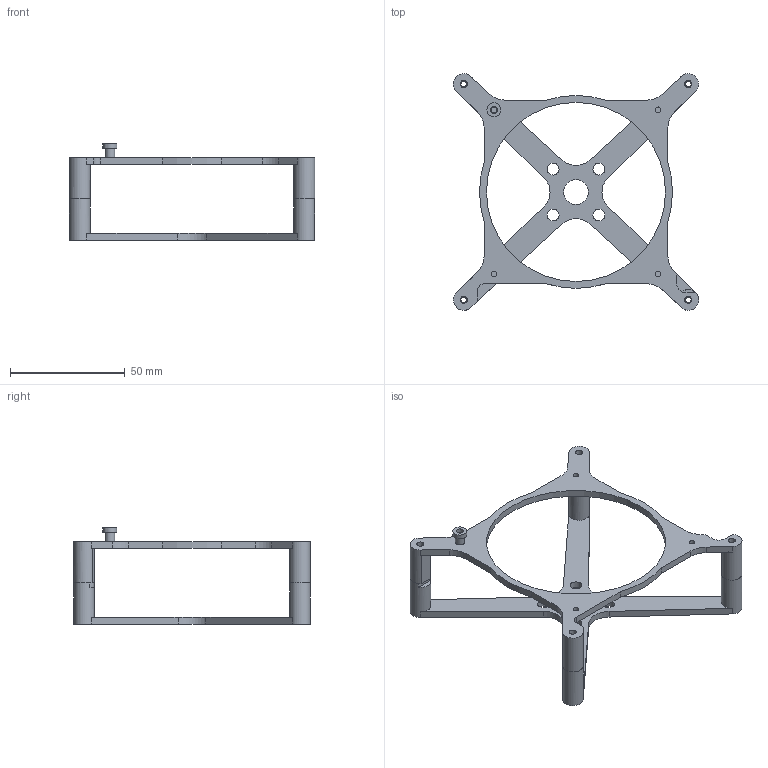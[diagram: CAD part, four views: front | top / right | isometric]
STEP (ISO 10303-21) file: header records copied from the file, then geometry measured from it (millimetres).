
FILE_DESCRIPTION( ( '' ), ' ' );
FILE_NAME( '551830eae4b00bf556917e44.step', '2015-03-29T17:05:46', ( '' ), ( '' ), ' ', ' ', ' ' );
FILE_SCHEMA( ( 'AUTOMOTIVE_DESIGN { 1 0 10303 214 1 1 1 1 }' ) );
Length unit declared in the file: metre
Products named in the file (3): Fan-Spacer; Fan-Mount; TinyG-Mount
Bounding box: 106.78 x 102.97 x 42 mm (x, y, z)
Volume: 21553.3 mm3; surface area: 18831.4 mm2
Topology: 3 solids, 3 shells, 92 faces, 251 edges, 166 vertices
Faces by surface type: plane 46, cylinder 46
Full cylindrical faces by diameter (mm): 2.5 x8, 3.1 x5, 4.1 x1, 5.2 x4, 6.1 x1, 9 x5, 10.817 x1, 78 x1
Entity records: 2910 total; most frequent: DIRECTION 517, CARTESIAN_POINT 482, ORIENTED_EDGE 446, EDGE_CURVE 223, AXIS2_PLACEMENT_3D 199, VERTEX_POINT 164, EDGE_LOOP 157, LINE 119
